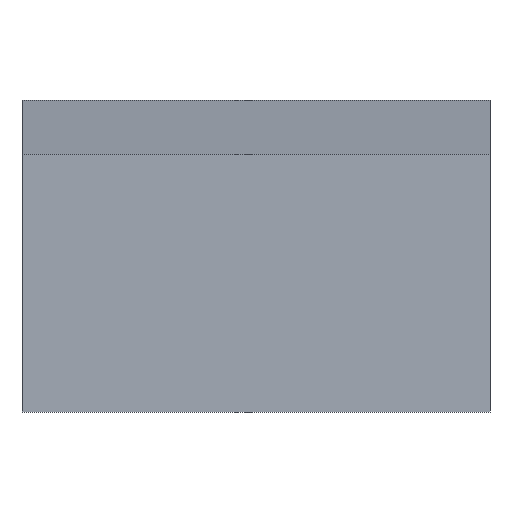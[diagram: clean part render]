
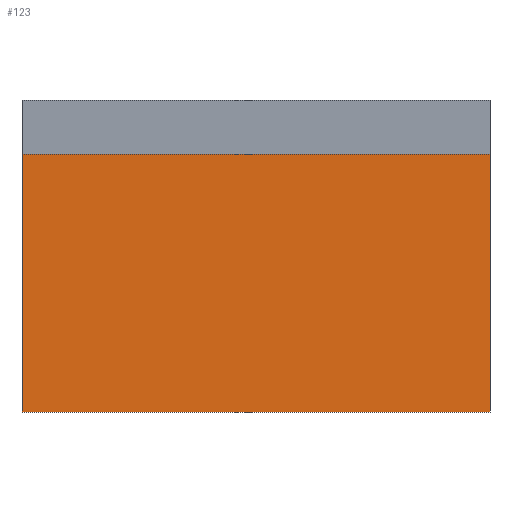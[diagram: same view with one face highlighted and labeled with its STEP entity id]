
A CAD part, front view. The second image highlights one B-rep face of the part: STEP entity #123.
In plain terms, the highlighted planar face has unit normal (0, -1, 0).
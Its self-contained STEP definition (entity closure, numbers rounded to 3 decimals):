
#17=FACE_OUTER_BOUND('',#24,.T.);
#24=EDGE_LOOP('',(#93,#94,#95,#96));
#32=LINE('',#189,#47);
#33=LINE('',#192,#48);
#37=LINE('',#200,#52);
#38=LINE('',#201,#53);
#47=VECTOR('',#156,10.);
#48=VECTOR('',#159,10.);
#52=VECTOR('',#165,10.);
#53=VECTOR('',#166,10.);
#59=VERTEX_POINT('',#182);
#62=VERTEX_POINT('',#187);
#63=VERTEX_POINT('',#191);
#66=VERTEX_POINT('',#199);
#72=EDGE_CURVE('',#62,#59,#32,.T.);
#73=EDGE_CURVE('',#63,#59,#33,.T.);
#77=EDGE_CURVE('',#66,#62,#37,.T.);
#78=EDGE_CURVE('',#66,#63,#38,.T.);
#93=ORIENTED_EDGE('',*,*,#72,.F.);
#94=ORIENTED_EDGE('',*,*,#77,.F.);
#95=ORIENTED_EDGE('',*,*,#78,.T.);
#96=ORIENTED_EDGE('',*,*,#73,.T.);
#116=PLANE('',#144);
#123=ADVANCED_FACE('',(#17),#116,.T.);
#144=AXIS2_PLACEMENT_3D('',#198,#163,#164);
#156=DIRECTION('',(1.,0.,0.));
#159=DIRECTION('',(0.,0.,1.));
#163=DIRECTION('center_axis',(0.,-1.,0.));
#164=DIRECTION('ref_axis',(1.,0.,0.));
#165=DIRECTION('',(0.,0.,1.));
#166=DIRECTION('',(1.,0.,0.));
#182=CARTESIAN_POINT('',(87.666,-30.,-66.462));
#187=CARTESIAN_POINT('',(57.666,-30.,-66.462));
#189=CARTESIAN_POINT('',(65.166,-30.,-66.462));
#191=CARTESIAN_POINT('',(87.666,-30.,-82.999));
#192=CARTESIAN_POINT('',(87.666,-30.,-82.999));
#198=CARTESIAN_POINT('Origin',(57.666,-30.,-82.999));
#199=CARTESIAN_POINT('',(57.666,-30.,-82.999));
#200=CARTESIAN_POINT('',(57.666,-30.,-82.999));
#201=CARTESIAN_POINT('',(57.666,-30.,-82.999));
